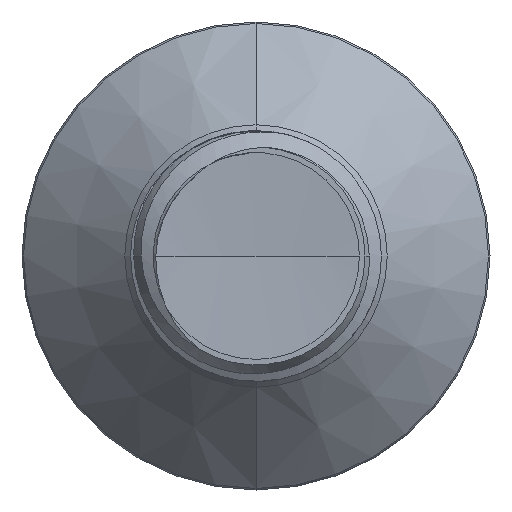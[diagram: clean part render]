
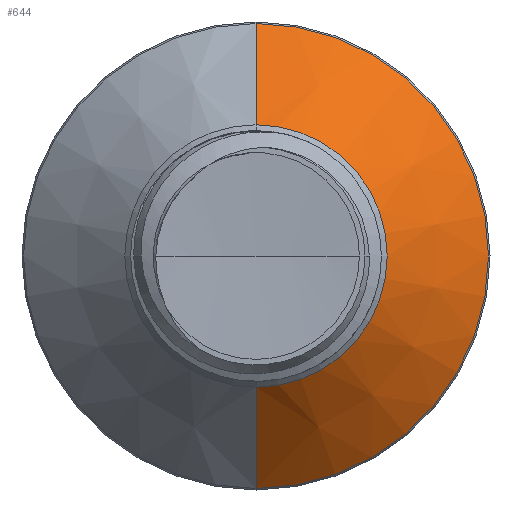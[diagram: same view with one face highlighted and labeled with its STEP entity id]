
A CAD part, front view. The second image highlights one B-rep face of the part: STEP entity #644.
In plain terms, the highlighted conical face has half-angle 45 degrees and reference radius 1.571 mm.
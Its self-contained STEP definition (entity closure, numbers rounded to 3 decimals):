
#306 = VERTEX_POINT ( 'NONE', #910 ) ;
#340 = EDGE_CURVE ( 'NONE', #12585, #11115, #7810, .T. ) ;
#400 = DIRECTION ( 'NONE',  ( 0., 1., 0. ) ) ;
#644 = ADVANCED_FACE ( 'NONE', ( #10247 ), #9869, .T. ) ;
#771 = AXIS2_PLACEMENT_3D ( 'NONE', #7929, #400, #9151 ) ;
#910 = CARTESIAN_POINT ( 'NONE',  ( 0., 4.62, -2.782 ) ) ;
#1287 = ORIENTED_EDGE ( 'NONE', *, *, #4814, .F. ) ;
#1342 = VERTEX_POINT ( 'NONE', #2489 ) ;
#1413 = CARTESIAN_POINT ( 'NONE',  ( 0., 3.409, 1.571 ) ) ;
#2147 = AXIS2_PLACEMENT_3D ( 'NONE', #6004, #5897, #5967 ) ;
#2489 = CARTESIAN_POINT ( 'NONE',  ( 0., 4.62, 2.782 ) ) ;
#2880 = CIRCLE ( 'NONE', #771, 2.782 ) ;
#4281 = EDGE_CURVE ( 'NONE', #11115, #306, #13370, .T. ) ;
#4619 = LINE ( 'NONE', #1413, #13878 ) ;
#4814 = EDGE_CURVE ( 'NONE', #1342, #306, #2880, .T. ) ;
#5324 = CARTESIAN_POINT ( 'NONE',  ( 0., 3.409, -1.571 ) ) ;
#5897 = DIRECTION ( 'NONE',  ( 0., 1., 0. ) ) ;
#5967 = DIRECTION ( 'NONE',  ( 0., 0., 1. ) ) ;
#6004 = CARTESIAN_POINT ( 'NONE',  ( 0., 3.409, 0. ) ) ;
#6673 = AXIS2_PLACEMENT_3D ( 'NONE', #6929, #6951, #6973 ) ;
#6929 = CARTESIAN_POINT ( 'NONE',  ( 0., 3.409, 0. ) ) ;
#6951 = DIRECTION ( 'NONE',  ( 0., 1., 0. ) ) ;
#6952 = CARTESIAN_POINT ( 'NONE',  ( 0., 3.409, 1.571 ) ) ;
#6973 = DIRECTION ( 'NONE',  ( 0., 0., 1. ) ) ;
#7810 = CIRCLE ( 'NONE', #6673, 1.571 ) ;
#7929 = CARTESIAN_POINT ( 'NONE',  ( 0., 4.62, 0. ) ) ;
#8263 = CARTESIAN_POINT ( 'NONE',  ( 0., 3.409, -1.571 ) ) ;
#9151 = DIRECTION ( 'NONE',  ( 0., 0., 1. ) ) ;
#9869 = CONICAL_SURFACE ( 'NONE', #2147, 1.571, 0.785 ) ;
#10083 = DIRECTION ( 'NONE',  ( 0., 0.707, 0.707 ) ) ;
#10215 = VECTOR ( 'NONE', #13055, 1000. ) ;
#10236 = EDGE_CURVE ( 'NONE', #12585, #1342, #4619, .T. ) ;
#10247 = FACE_OUTER_BOUND ( 'NONE', #12379, .T. ) ;
#10662 = ORIENTED_EDGE ( 'NONE', *, *, #340, .T. ) ;
#11115 = VERTEX_POINT ( 'NONE', #5324 ) ;
#12379 = EDGE_LOOP ( 'NONE', ( #10662, #15019, #1287, #14589 ) ) ;
#12585 = VERTEX_POINT ( 'NONE', #6952 ) ;
#13055 = DIRECTION ( 'NONE',  ( 0., 0.707, -0.707 ) ) ;
#13370 = LINE ( 'NONE', #8263, #10215 ) ;
#13878 = VECTOR ( 'NONE', #10083, 1000. ) ;
#14589 = ORIENTED_EDGE ( 'NONE', *, *, #10236, .F. ) ;
#15019 = ORIENTED_EDGE ( 'NONE', *, *, #4281, .T. ) ;
